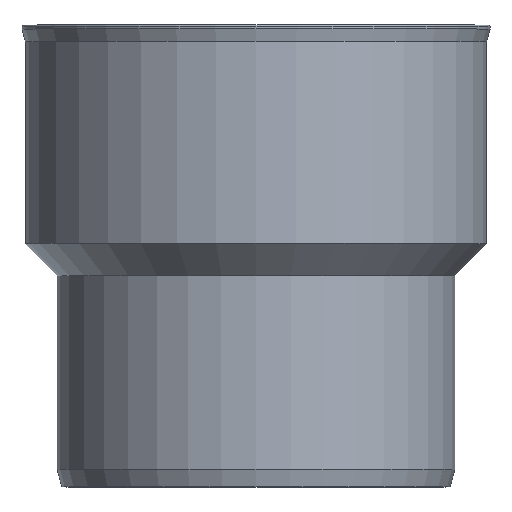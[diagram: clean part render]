
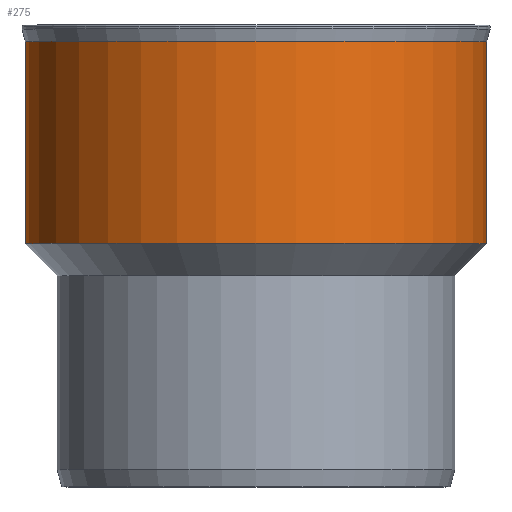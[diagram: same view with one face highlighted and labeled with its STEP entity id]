
A CAD part, top view. The second image highlights one B-rep face of the part: STEP entity #275.
In plain terms, the highlighted cylindrical face has radius 92.9 mm (diameter 185.8 mm), a full revolution.
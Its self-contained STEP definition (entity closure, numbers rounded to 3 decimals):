
#16=CYLINDRICAL_SURFACE('',#327,92.9);
#32=FACE_OUTER_BOUND('',#47,.T.);
#47=EDGE_LOOP('',(#218,#219,#220,#221,#222,#223));
#59=LINE('',#502,#69);
#69=VECTOR('',#408,92.9);
#92=CIRCLE('',#325,92.9);
#93=CIRCLE('',#326,92.9);
#94=CIRCLE('',#328,92.9);
#95=CIRCLE('',#329,92.9);
#122=VERTEX_POINT('',#492);
#123=VERTEX_POINT('',#493);
#124=VERTEX_POINT('',#498);
#125=VERTEX_POINT('',#499);
#156=EDGE_CURVE('',#122,#123,#92,.T.);
#157=EDGE_CURVE('',#123,#122,#93,.T.);
#159=EDGE_CURVE('',#124,#125,#94,.T.);
#160=EDGE_CURVE('',#125,#124,#95,.T.);
#161=EDGE_CURVE('',#125,#123,#59,.T.);
#218=ORIENTED_EDGE('',*,*,#159,.F.);
#219=ORIENTED_EDGE('',*,*,#160,.F.);
#220=ORIENTED_EDGE('',*,*,#161,.T.);
#221=ORIENTED_EDGE('',*,*,#157,.T.);
#222=ORIENTED_EDGE('',*,*,#156,.T.);
#223=ORIENTED_EDGE('',*,*,#161,.F.);
#275=ADVANCED_FACE('',(#32),#16,.T.);
#325=AXIS2_PLACEMENT_3D('',#494,#397,#398);
#326=AXIS2_PLACEMENT_3D('',#495,#399,#400);
#327=AXIS2_PLACEMENT_3D('',#497,#402,#403);
#328=AXIS2_PLACEMENT_3D('',#500,#404,#405);
#329=AXIS2_PLACEMENT_3D('',#501,#406,#407);
#397=DIRECTION('center_axis',(0.,-1.,0.));
#398=DIRECTION('ref_axis',(1.,0.,0.));
#399=DIRECTION('center_axis',(0.,-1.,0.));
#400=DIRECTION('ref_axis',(1.,0.,0.));
#402=DIRECTION('center_axis',(0.,-1.,0.));
#403=DIRECTION('ref_axis',(1.,0.,0.));
#404=DIRECTION('center_axis',(0.,-1.,0.));
#405=DIRECTION('ref_axis',(1.,0.,0.));
#406=DIRECTION('center_axis',(0.,-1.,0.));
#407=DIRECTION('ref_axis',(1.,0.,0.));
#408=DIRECTION('',(0.,1.,0.));
#492=CARTESIAN_POINT('',(92.9,179.355,0.));
#493=CARTESIAN_POINT('',(-92.9,179.355,0.));
#494=CARTESIAN_POINT('Origin',(0.,179.355,0.));
#495=CARTESIAN_POINT('Origin',(0.,179.355,0.));
#497=CARTESIAN_POINT('Origin',(0.,138.673,0.));
#498=CARTESIAN_POINT('',(92.9,97.992,0.));
#499=CARTESIAN_POINT('',(-92.9,97.992,0.));
#500=CARTESIAN_POINT('Origin',(0.,97.992,0.));
#501=CARTESIAN_POINT('Origin',(0.,97.992,0.));
#502=CARTESIAN_POINT('',(-92.9,138.673,0.));
